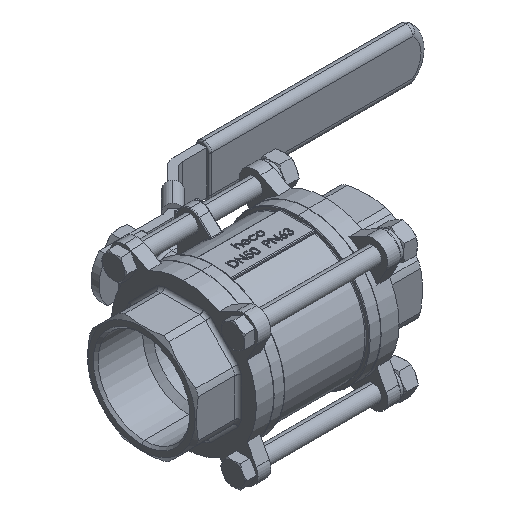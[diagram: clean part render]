
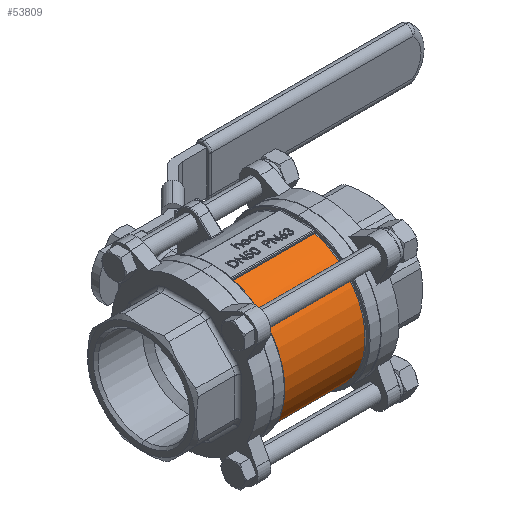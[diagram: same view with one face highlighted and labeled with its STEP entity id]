
A CAD part, isometric view. The second image highlights one B-rep face of the part: STEP entity #53809.
In plain terms, the highlighted cylindrical face has radius 42.25 mm (diameter 84.5 mm), a partial arc.
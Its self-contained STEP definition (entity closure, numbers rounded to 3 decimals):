
#26706 = CARTESIAN_POINT ( 'NONE',  ( 25.6, -11.293, -40.713 ) ) ;
#26711 = DIRECTION ( 'NONE',  ( 0., 0., -1. ) ) ;
#26712 = DIRECTION ( 'NONE',  ( -1., 0., 0. ) ) ;
#26713 = CARTESIAN_POINT ( 'NONE',  ( 25.6, 0., 0. ) ) ;
#26714 = AXIS2_PLACEMENT_3D ( 'NONE', #26713, #26712, #26711 ) ;
#26715 = CIRCLE ( 'NONE', #26714, 42.25 ) ;
#26717 = DIRECTION ( 'NONE',  ( 1., 0., 0. ) ) ;
#26718 = VECTOR ( 'NONE', #26717, 1000. ) ;
#26719 = CARTESIAN_POINT ( 'NONE',  ( 26., -11.293, -40.713 ) ) ;
#26720 = LINE ( 'NONE', #26719, #26718 ) ;
#26881 = FACE_OUTER_BOUND ( 'NONE', #53812, .T. ) ;
#27004 = DIRECTION ( 'NONE',  ( -1., 0., 0. ) ) ;
#27005 = VECTOR ( 'NONE', #27004, 1000. ) ;
#27006 = CARTESIAN_POINT ( 'NONE',  ( 26., -11.293, 40.713 ) ) ;
#27007 = LINE ( 'NONE', #27006, #27005 ) ;
#27013 = CARTESIAN_POINT ( 'NONE',  ( 25.6, -11.293, 40.713 ) ) ;
#27014 = CARTESIAN_POINT ( 'NONE',  ( -25.6, -11.293, 40.713 ) ) ;
#27015 = DIRECTION ( 'NONE',  ( 0., 0., 1. ) ) ;
#27016 = DIRECTION ( 'NONE',  ( -1., 0., 0. ) ) ;
#27018 = AXIS2_PLACEMENT_3D ( 'NONE', #27021, #27016, #27015 ) ;
#27019 = CYLINDRICAL_SURFACE ( 'NONE', #27018, 42.25 ) ;
#27021 = CARTESIAN_POINT ( 'NONE',  ( 26., 0., 0. ) ) ;
#27297 = CARTESIAN_POINT ( 'NONE',  ( -25.6, -11.293, -40.713 ) ) ;
#27311 = DIRECTION ( 'NONE',  ( 0., 0., 1. ) ) ;
#27312 = DIRECTION ( 'NONE',  ( 1., 0., 0. ) ) ;
#27313 = CARTESIAN_POINT ( 'NONE',  ( -25.6, 0., 0. ) ) ;
#27326 = AXIS2_PLACEMENT_3D ( 'NONE', #27313, #27312, #27311 ) ;
#27328 = CIRCLE ( 'NONE', #27326, 42.25 ) ;
#53790 = EDGE_CURVE ( 'NONE', #53877, #53797, #26720, .T. ) ;
#53792 = ORIENTED_EDGE ( 'NONE', *, *, #53793, .T. ) ;
#53793 = EDGE_CURVE ( 'NONE', #53797, #53811, #26715, .T. ) ;
#53797 = VERTEX_POINT ( 'NONE', #26706 ) ;
#53808 = ORIENTED_EDGE ( 'NONE', *, *, #53815, .T. ) ;
#53809 = ADVANCED_FACE ( 'NONE', ( #26881 ), #27019, .T. ) ;
#53810 = VERTEX_POINT ( 'NONE', #27014 ) ;
#53811 = VERTEX_POINT ( 'NONE', #27013 ) ;
#53812 = EDGE_LOOP ( 'NONE', ( #53808, #53869, #53868, #53792 ) ) ;
#53815 = EDGE_CURVE ( 'NONE', #53811, #53810, #27007, .T. ) ;
#53868 = ORIENTED_EDGE ( 'NONE', *, *, #53790, .T. ) ;
#53869 = ORIENTED_EDGE ( 'NONE', *, *, #53871, .T. ) ;
#53871 = EDGE_CURVE ( 'NONE', #53810, #53877, #27328, .T. ) ;
#53877 = VERTEX_POINT ( 'NONE', #27297 ) ;
